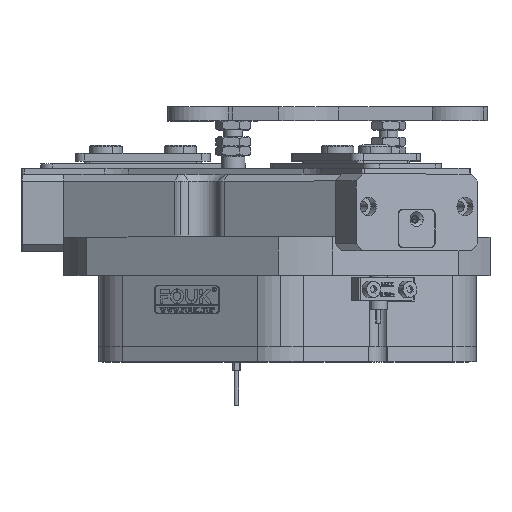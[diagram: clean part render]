
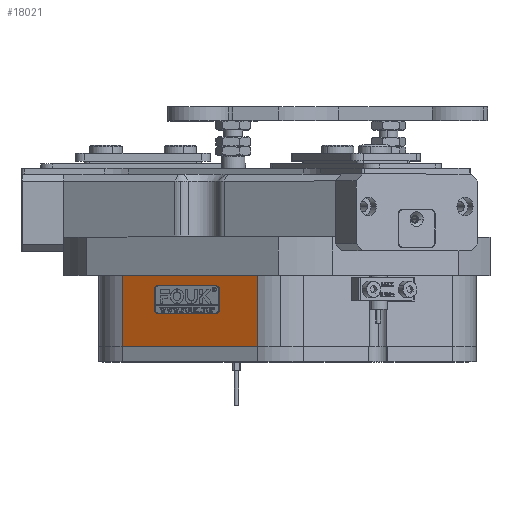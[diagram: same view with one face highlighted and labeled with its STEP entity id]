
A CAD part, top view. The second image highlights one B-rep face of the part: STEP entity #18021.
In plain terms, the highlighted planar face has unit normal (-0.5, 0, 0.866).
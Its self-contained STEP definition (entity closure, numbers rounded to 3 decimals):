
#272 = CARTESIAN_POINT ( 'NONE',  ( -70., 30.5, 54.271 ) ) ;
#2548 = DIRECTION ( 'NONE',  ( 0.5, 0., -0.866 ) ) ;
#2674 = EDGE_CURVE ( 'NONE', #11774, #21620, #5275, .T. ) ;
#3381 = CARTESIAN_POINT ( 'NONE',  ( -56.242, 24.1, 62.214 ) ) ;
#5253 = VERTEX_POINT ( 'NONE', #11307 ) ;
#5275 = LINE ( 'NONE', #53908, #23304 ) ;
#5342 = FACE_OUTER_BOUND ( 'NONE', #61648, .T. ) ;
#6067 = EDGE_CURVE ( 'NONE', #22140, #47675, #59870, .T. ) ;
#6202 = AXIS2_PLACEMENT_3D ( 'NONE', #13143, #48086, #43248 ) ;
#6318 = CARTESIAN_POINT ( 'NONE',  ( -28.356, 24.1, 78.314 ) ) ;
#6456 = ORIENTED_EDGE ( 'NONE', *, *, #56391, .T. ) ;
#10413 = AXIS2_PLACEMENT_3D ( 'NONE', #22259, #2548, #18093 ) ;
#10700 = DIRECTION ( 'NONE',  ( 0., -1., 0. ) ) ;
#11307 = CARTESIAN_POINT ( 'NONE',  ( -56.242, 24.1, 62.214 ) ) ;
#11774 = VERTEX_POINT ( 'NONE', #272 ) ;
#13102 = CARTESIAN_POINT ( 'NONE',  ( -30.175, 14., 77.264 ) ) ;
#13143 = CARTESIAN_POINT ( 'NONE',  ( 82., 74., 142.028 ) ) ;
#14000 = VECTOR ( 'NONE', #57897, 1000. ) ;
#14036 = CARTESIAN_POINT ( 'NONE',  ( -54.423, 16.1, 63.264 ) ) ;
#14660 = CARTESIAN_POINT ( 'NONE',  ( -54.423, 26.2, 63.264 ) ) ;
#14822 = LINE ( 'NONE', #6318, #18740 ) ;
#18021 = ADVANCED_FACE ( 'NONE', ( #5342, #38931 ), #53081, .T. ) ;
#18093 = DIRECTION ( 'NONE',  ( -0.866, 0., -0.5 ) ) ;
#18124 = CARTESIAN_POINT ( 'NONE',  ( -30.175, 26.2, 77.264 ) ) ;
#18518 = EDGE_CURVE ( 'NONE', #41956, #57471, #40452, .T. ) ;
#18740 = VECTOR ( 'NONE', #10700, 1000. ) ;
#19780 = DIRECTION ( 'NONE',  ( 0.866, 0., 0.5 ) ) ;
#20145 = ORIENTED_EDGE ( 'NONE', *, *, #37529, .F. ) ;
#20189 = AXIS2_PLACEMENT_3D ( 'NONE', #24695, #59570, #34691 ) ;
#21067 = VERTEX_POINT ( 'NONE', #14660 ) ;
#21197 = VECTOR ( 'NONE', #40146, 1000. ) ;
#21590 = CARTESIAN_POINT ( 'NONE',  ( -70., 0., 54.271 ) ) ;
#21620 = VERTEX_POINT ( 'NONE', #53615 ) ;
#21895 = LINE ( 'NONE', #27393, #61716 ) ;
#22140 = VERTEX_POINT ( 'NONE', #47895 ) ;
#22259 = CARTESIAN_POINT ( 'NONE',  ( -30.175, 16.1, 77.264 ) ) ;
#22559 = ORIENTED_EDGE ( 'NONE', *, *, #18518, .T. ) ;
#22769 = LINE ( 'NONE', #44728, #21197 ) ;
#23304 = VECTOR ( 'NONE', #54126, 1000. ) ;
#23357 = AXIS2_PLACEMENT_3D ( 'NONE', #14036, #38451, #58563 ) ;
#24193 = CARTESIAN_POINT ( 'NONE',  ( -30.175, 24.1, 77.264 ) ) ;
#24695 = CARTESIAN_POINT ( 'NONE',  ( -54.423, 24.1, 63.264 ) ) ;
#24998 = LINE ( 'NONE', #18124, #14000 ) ;
#26879 = VERTEX_POINT ( 'NONE', #41168 ) ;
#27393 = CARTESIAN_POINT ( 'NONE',  ( 82., 0., 142.028 ) ) ;
#27576 = ORIENTED_EDGE ( 'NONE', *, *, #35059, .T. ) ;
#28036 = VECTOR ( 'NONE', #58321, 1000. ) ;
#28475 = VECTOR ( 'NONE', #36907, 1000. ) ;
#28508 = CIRCLE ( 'NONE', #61764, 2.1 ) ;
#30716 = VERTEX_POINT ( 'NONE', #48838 ) ;
#32222 = CARTESIAN_POINT ( 'NONE',  ( -56.242, 16.1, 62.214 ) ) ;
#32615 = DIRECTION ( 'NONE',  ( -0.866, 0., -0.5 ) ) ;
#34221 = DIRECTION ( 'NONE',  ( 0.5, 0., -0.866 ) ) ;
#34691 = DIRECTION ( 'NONE',  ( -0.866, 0., -0.5 ) ) ;
#35059 = EDGE_CURVE ( 'NONE', #5253, #21067, #64120, .T. ) ;
#35778 = ORIENTED_EDGE ( 'NONE', *, *, #50692, .T. ) ;
#36293 = EDGE_CURVE ( 'NONE', #30716, #41956, #14822, .T. ) ;
#36907 = DIRECTION ( 'NONE',  ( 0., -1., 0. ) ) ;
#37529 = EDGE_CURVE ( 'NONE', #53135, #47001, #21895, .T. ) ;
#37721 = ORIENTED_EDGE ( 'NONE', *, *, #49789, .T. ) ;
#37819 = EDGE_CURVE ( 'NONE', #21067, #26879, #24998, .T. ) ;
#38327 = DIRECTION ( 'NONE',  ( 0., 1., 0. ) ) ;
#38451 = DIRECTION ( 'NONE',  ( 0.5, 0., -0.866 ) ) ;
#38708 = ORIENTED_EDGE ( 'NONE', *, *, #42399, .T. ) ;
#38931 = FACE_BOUND ( 'NONE', #45804, .T. ) ;
#39272 = LINE ( 'NONE', #3381, #59588 ) ;
#39428 = EDGE_CURVE ( 'NONE', #57471, #22140, #49067, .T. ) ;
#39514 = CARTESIAN_POINT ( 'NONE',  ( -12., 0., 87.757 ) ) ;
#39531 = ORIENTED_EDGE ( 'NONE', *, *, #39428, .T. ) ;
#40146 = DIRECTION ( 'NONE',  ( 0., 1., 0. ) ) ;
#40452 = CIRCLE ( 'NONE', #10413, 2.1 ) ;
#41168 = CARTESIAN_POINT ( 'NONE',  ( -30.175, 26.2, 77.264 ) ) ;
#41956 = VERTEX_POINT ( 'NONE', #53981 ) ;
#42025 = ORIENTED_EDGE ( 'NONE', *, *, #37819, .T. ) ;
#42399 = EDGE_CURVE ( 'NONE', #11774, #47001, #43244, .T. ) ;
#43244 = LINE ( 'NONE', #57257, #28475 ) ;
#43248 = DIRECTION ( 'NONE',  ( 0.866, 0., 0.5 ) ) ;
#43443 = ORIENTED_EDGE ( 'NONE', *, *, #36293, .T. ) ;
#44728 = CARTESIAN_POINT ( 'NONE',  ( -12., 74., 87.757 ) ) ;
#45804 = EDGE_LOOP ( 'NONE', ( #43443, #22559, #39531, #47878, #35778, #27576, #42025, #37721 ) ) ;
#45909 = CARTESIAN_POINT ( 'NONE',  ( -30.175, 14., 77.264 ) ) ;
#47001 = VERTEX_POINT ( 'NONE', #21590 ) ;
#47675 = VERTEX_POINT ( 'NONE', #32222 ) ;
#47878 = ORIENTED_EDGE ( 'NONE', *, *, #6067, .T. ) ;
#47895 = CARTESIAN_POINT ( 'NONE',  ( -54.423, 14., 63.264 ) ) ;
#48086 = DIRECTION ( 'NONE',  ( -0.5, 0., 0.866 ) ) ;
#48838 = CARTESIAN_POINT ( 'NONE',  ( -28.356, 24.1, 78.314 ) ) ;
#49067 = LINE ( 'NONE', #13102, #28036 ) ;
#49789 = EDGE_CURVE ( 'NONE', #26879, #30716, #28508, .T. ) ;
#50030 = ORIENTED_EDGE ( 'NONE', *, *, #2674, .F. ) ;
#50692 = EDGE_CURVE ( 'NONE', #47675, #5253, #39272, .T. ) ;
#53081 = PLANE ( 'NONE',  #6202 ) ;
#53135 = VERTEX_POINT ( 'NONE', #39514 ) ;
#53615 = CARTESIAN_POINT ( 'NONE',  ( -12., 30.5, 87.757 ) ) ;
#53908 = CARTESIAN_POINT ( 'NONE',  ( -41., 30.5, 71.014 ) ) ;
#53981 = CARTESIAN_POINT ( 'NONE',  ( -28.356, 16.1, 78.314 ) ) ;
#54126 = DIRECTION ( 'NONE',  ( 0.866, 0., 0.5 ) ) ;
#56391 = EDGE_CURVE ( 'NONE', #53135, #21620, #22769, .T. ) ;
#57257 = CARTESIAN_POINT ( 'NONE',  ( -70., 74., 54.271 ) ) ;
#57471 = VERTEX_POINT ( 'NONE', #45909 ) ;
#57897 = DIRECTION ( 'NONE',  ( 0.866, 0., 0.5 ) ) ;
#58321 = DIRECTION ( 'NONE',  ( -0.866, 0., -0.5 ) ) ;
#58563 = DIRECTION ( 'NONE',  ( -0.866, 0., -0.5 ) ) ;
#59570 = DIRECTION ( 'NONE',  ( 0.5, 0., -0.866 ) ) ;
#59588 = VECTOR ( 'NONE', #38327, 1000. ) ;
#59870 = CIRCLE ( 'NONE', #23357, 2.1 ) ;
#61648 = EDGE_LOOP ( 'NONE', ( #50030, #38708, #20145, #6456 ) ) ;
#61716 = VECTOR ( 'NONE', #32615, 1000. ) ;
#61764 = AXIS2_PLACEMENT_3D ( 'NONE', #24193, #34221, #19780 ) ;
#64120 = CIRCLE ( 'NONE', #20189, 2.1 ) ;
